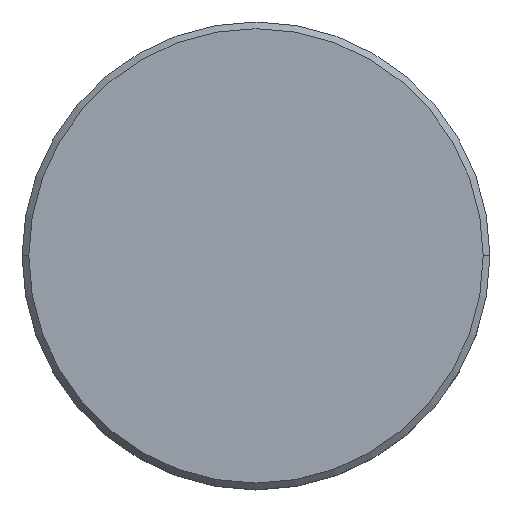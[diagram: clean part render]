
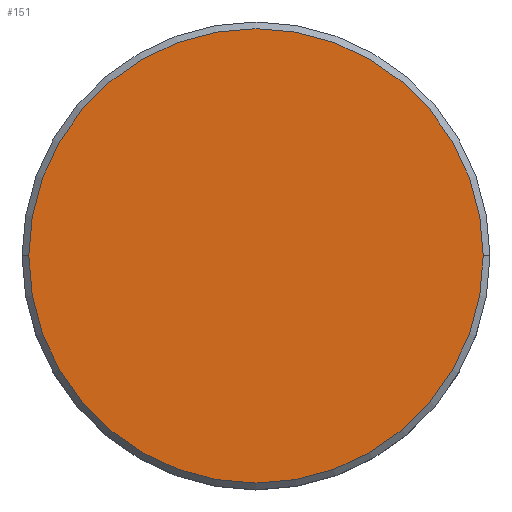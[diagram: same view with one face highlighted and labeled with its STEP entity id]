
A CAD part, top view. The second image highlights one B-rep face of the part: STEP entity #151.
In plain terms, the highlighted planar face has unit normal (0, 0, 1).
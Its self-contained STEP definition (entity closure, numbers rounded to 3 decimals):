
#40 = EDGE_CURVE ( 'NONE', #402, #134, #166, .T. ) ;
#66 = DIRECTION ( 'NONE',  ( 1., 0., 0. ) ) ;
#134 = VERTEX_POINT ( 'NONE', #533 ) ;
#151 = ADVANCED_FACE ( 'NONE', ( #483 ), #305, .T. ) ;
#161 = DIRECTION ( 'NONE',  ( 1., 0., 0. ) ) ;
#164 = DIRECTION ( 'NONE',  ( 0., 0., 1. ) ) ;
#166 = CIRCLE ( 'NONE', #598, 17. ) ;
#198 = ORIENTED_EDGE ( 'NONE', *, *, #370, .T. ) ;
#202 = CARTESIAN_POINT ( 'NONE',  ( 17., 0., 0. ) ) ;
#225 = DIRECTION ( 'NONE',  ( 0., 0., 1. ) ) ;
#263 = AXIS2_PLACEMENT_3D ( 'NONE', #437, #164, #161 ) ;
#305 = PLANE ( 'NONE',  #263 ) ;
#332 = CARTESIAN_POINT ( 'NONE',  ( 0., 0., 0. ) ) ;
#370 = EDGE_CURVE ( 'NONE', #134, #402, #413, .T. ) ;
#402 = VERTEX_POINT ( 'NONE', #202 ) ;
#413 = CIRCLE ( 'NONE', #529, 17. ) ;
#437 = CARTESIAN_POINT ( 'NONE',  ( 0., 0., 0. ) ) ;
#459 = CARTESIAN_POINT ( 'NONE',  ( 0., 0., 0. ) ) ;
#483 = FACE_OUTER_BOUND ( 'NONE', #496, .T. ) ;
#496 = EDGE_LOOP ( 'NONE', ( #198, #580 ) ) ;
#511 = DIRECTION ( 'NONE',  ( 0., 0., 1. ) ) ;
#514 = DIRECTION ( 'NONE',  ( 1., 0., 0. ) ) ;
#529 = AXIS2_PLACEMENT_3D ( 'NONE', #459, #225, #66 ) ;
#533 = CARTESIAN_POINT ( 'NONE',  ( -17., 0., 0. ) ) ;
#580 = ORIENTED_EDGE ( 'NONE', *, *, #40, .T. ) ;
#598 = AXIS2_PLACEMENT_3D ( 'NONE', #332, #511, #514 ) ;
